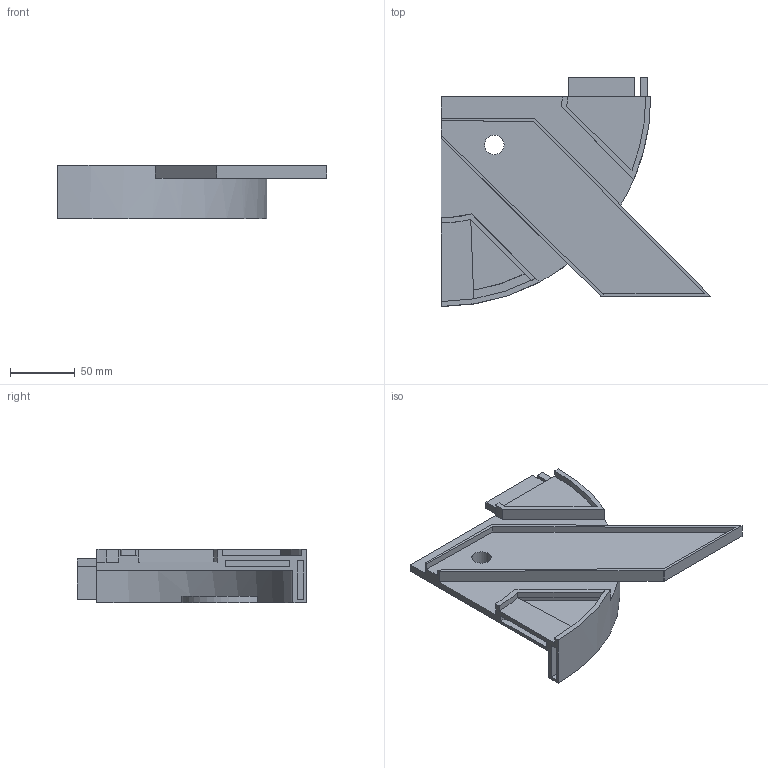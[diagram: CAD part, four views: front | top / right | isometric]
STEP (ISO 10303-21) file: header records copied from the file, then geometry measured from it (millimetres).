
FILE_DESCRIPTION(/* description */ (''),/* implementation_level */ '2;1');
FILE_NAME(/* name */ 'bottom-right.step',/* time_stamp */ '2025-11-10T03:52:17+05:30',/* author */ (''),/* organization */ (''),/* preprocessor_version */ 'ST-DEVELOPER v20.1',/* originating_system */ 'Autodesk Translation Framework v14.21.0.0',/* authorisation */ '');
FILE_SCHEMA (('AUTOMOTIVE_DESIGN { 1 0 10303 214 3 1 1 }'));
Length unit declared in the file: millimetre
Products named in the file (1): 2025-11-10-03-52-17-078
Bounding box: 208.02 x 176.65 x 41 mm (x, y, z)
Volume: 298935.5 mm3; surface area: 87188.6 mm2
Topology: 1 solids, 1 shells, 76 faces, 202 edges, 131 vertices
Faces by surface type: plane 64, cylinder 12
Full cylindrical faces by diameter (mm): 15 x1
Entity records: 2386 total; most frequent: CARTESIAN_POINT 410, ORIENTED_EDGE 404, DIRECTION 388, EDGE_CURVE 202, LINE 170, VECTOR 170, VERTEX_POINT 131, AXIS2_PLACEMENT_3D 109
